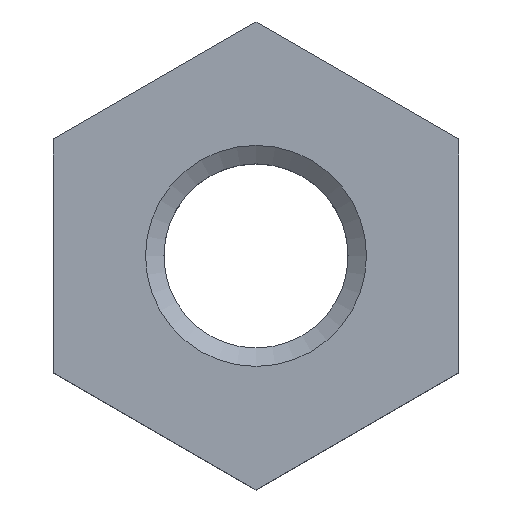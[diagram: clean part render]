
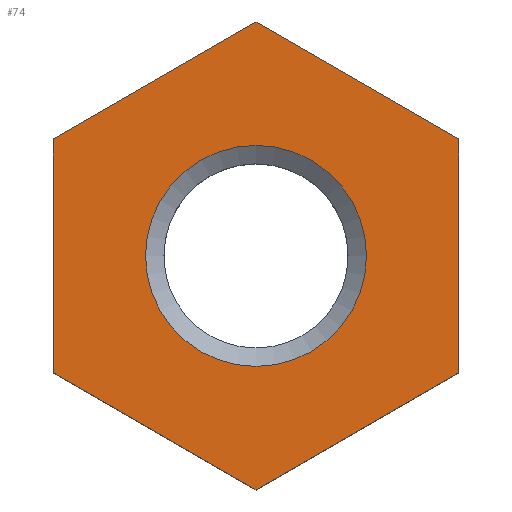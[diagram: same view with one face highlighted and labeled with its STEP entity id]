
A CAD part, top view. The second image highlights one B-rep face of the part: STEP entity #74.
In plain terms, the highlighted planar face has unit normal (0, 0, 1).
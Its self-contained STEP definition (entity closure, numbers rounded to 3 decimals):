
#10 = CARTESIAN_POINT ( 'NONE',  ( 0., 3.175, 0. ) ) ;
#19 = ORIENTED_EDGE ( 'NONE', *, *, #339, .T. ) ;
#24 = ORIENTED_EDGE ( 'NONE', *, *, #344, .T. ) ;
#27 = ORIENTED_EDGE ( 'NONE', *, *, #343, .T. ) ;
#35 = LINE ( 'NONE', #195, #50 ) ;
#43 = LINE ( 'NONE', #174, #67 ) ;
#45 = LINE ( 'NONE', #268, #52 ) ;
#50 = VECTOR ( 'NONE', #175, 1000. ) ;
#52 = VECTOR ( 'NONE', #194, 1000. ) ;
#53 = LINE ( 'NONE', #198, #58 ) ;
#56 = LINE ( 'NONE', #200, #62 ) ;
#58 = VECTOR ( 'NONE', #199, 1000. ) ;
#59 = LINE ( 'NONE', #202, #65 ) ;
#62 = VECTOR ( 'NONE', #201, 1000. ) ;
#65 = VECTOR ( 'NONE', #238, 1000. ) ;
#66 = CIRCLE ( 'NONE', #300, 1.5 ) ;
#67 = VECTOR ( 'NONE', #234, 1000. ) ;
#74 = ADVANCED_FACE ( 'NONE', ( #91, #342 ), #225, .F. ) ;
#89 = ORIENTED_EDGE ( 'NONE', *, *, #346, .T. ) ;
#90 = VERTEX_POINT ( 'NONE', #10 ) ;
#91 = FACE_OUTER_BOUND ( 'NONE', #146, .T. ) ;
#98 = ORIENTED_EDGE ( 'NONE', *, *, #347, .F. ) ;
#101 = ORIENTED_EDGE ( 'NONE', *, *, #345, .F. ) ;
#107 = ORIENTED_EDGE ( 'NONE', *, *, #341, .T. ) ;
#124 = VERTEX_POINT ( 'NONE', #245 ) ;
#137 = VERTEX_POINT ( 'NONE', #244 ) ;
#146 = EDGE_LOOP ( 'NONE', ( #19, #107, #27, #24, #101, #89 ) ) ;
#152 = CARTESIAN_POINT ( 'NONE',  ( 1.5, 0., 0. ) ) ;
#156 = VERTEX_POINT ( 'NONE', #176 ) ;
#174 = CARTESIAN_POINT ( 'NONE',  ( 2.75, 1.588, 0. ) ) ;
#175 = DIRECTION ( 'NONE',  ( 0., -1., 0. ) ) ;
#176 = CARTESIAN_POINT ( 'NONE',  ( -2.75, -1.588, 0. ) ) ;
#191 = DIRECTION ( 'NONE',  ( -1., 0., 0. ) ) ;
#194 = DIRECTION ( 'NONE',  ( -0.866, -0.5, 0. ) ) ;
#195 = CARTESIAN_POINT ( 'NONE',  ( -2.75, 1.588, 0. ) ) ;
#198 = CARTESIAN_POINT ( 'NONE',  ( -2.75, -1.588, 0. ) ) ;
#199 = DIRECTION ( 'NONE',  ( 0.866, -0.5, 0. ) ) ;
#200 = CARTESIAN_POINT ( 'NONE',  ( 0., -3.175, 0. ) ) ;
#201 = DIRECTION ( 'NONE',  ( 0.866, 0.5, 0. ) ) ;
#202 = CARTESIAN_POINT ( 'NONE',  ( 2.75, 1.588, 0. ) ) ;
#209 = EDGE_LOOP ( 'NONE', ( #98 ) ) ;
#221 = DIRECTION ( 'NONE',  ( 0., 0., -1. ) ) ;
#225 = PLANE ( 'NONE',  #317 ) ;
#228 = CARTESIAN_POINT ( 'NONE',  ( 0., 3.175, 0. ) ) ;
#229 = CARTESIAN_POINT ( 'NONE',  ( 0., 0., 0. ) ) ;
#231 = DIRECTION ( 'NONE',  ( 0., 0., 1. ) ) ;
#234 = DIRECTION ( 'NONE',  ( -0.866, 0.5, 0. ) ) ;
#237 = DIRECTION ( 'NONE',  ( 1., 0., 0. ) ) ;
#238 = DIRECTION ( 'NONE',  ( 0., -1., 0. ) ) ;
#244 = CARTESIAN_POINT ( 'NONE',  ( -2.75, 1.588, 0. ) ) ;
#245 = CARTESIAN_POINT ( 'NONE',  ( 2.75, -1.588, 0. ) ) ;
#246 = CARTESIAN_POINT ( 'NONE',  ( 0., -3.175, 0. ) ) ;
#268 = CARTESIAN_POINT ( 'NONE',  ( 0., 3.175, 0. ) ) ;
#270 = CARTESIAN_POINT ( 'NONE',  ( 2.75, 1.588, 0. ) ) ;
#283 = VERTEX_POINT ( 'NONE', #152 ) ;
#286 = VERTEX_POINT ( 'NONE', #270 ) ;
#297 = VERTEX_POINT ( 'NONE', #246 ) ;
#300 = AXIS2_PLACEMENT_3D ( 'NONE', #229, #231, #237 ) ;
#317 = AXIS2_PLACEMENT_3D ( 'NONE', #228, #221, #191 ) ;
#339 = EDGE_CURVE ( 'NONE', #90, #137, #45, .T. ) ;
#341 = EDGE_CURVE ( 'NONE', #137, #156, #35, .T. ) ;
#342 = FACE_BOUND ( 'NONE', #209, .T. ) ;
#343 = EDGE_CURVE ( 'NONE', #156, #297, #53, .T. ) ;
#344 = EDGE_CURVE ( 'NONE', #297, #124, #56, .T. ) ;
#345 = EDGE_CURVE ( 'NONE', #286, #124, #59, .T. ) ;
#346 = EDGE_CURVE ( 'NONE', #286, #90, #43, .T. ) ;
#347 = EDGE_CURVE ( 'NONE', #283, #283, #66, .T. ) ;
